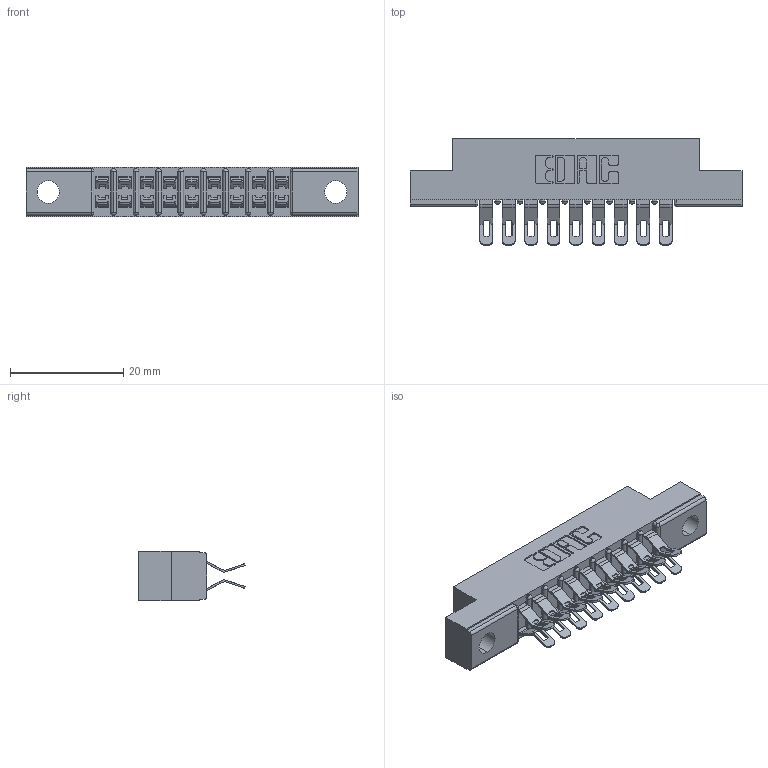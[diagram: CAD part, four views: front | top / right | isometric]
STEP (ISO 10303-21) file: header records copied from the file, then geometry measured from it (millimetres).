
FILE_DESCRIPTION (( 'STEP AP203' ), '1' );
FILE_NAME ('357-018-455-204.STEP', '2020-10-02T20:45:06', ( '' ), ( '' ), 'SwSTEP 2.0', 'SolidWorks 2020', '' );
FILE_SCHEMA (( 'CONFIG_CONTROL_DESIGN' ));
Length unit declared in the file: inch
Products named in the file (3): 357-018-455-204; 307 Part_.156 Dia Mounting Holes; 307-290-001_555
Assembly tree (19 placements, depth 2):
  357-018-455-204
    307 Part_.156 Dia Mounting Holes
    307-290-001_555  x18
Bounding box: 58.67 x 18.75 x 8.71 mm (x, y, z)
Volume: 3787 mm3; surface area: 6195.6 mm2
Topology: 19 solids, 19 shells, 1240 faces, 3617 edges, 2358 vertices
Faces by surface type: plane 696, cylinder 524, sphere 20
Entity records: 13027 total; most frequent: CARTESIAN_POINT 2151, ORIENTED_EDGE 2128, DIRECTION 2120, EDGE_CURVE 1064, VECTOR 798, LINE 798, VERTEX_POINT 692, AXIS2_PLACEMENT_3D 661
